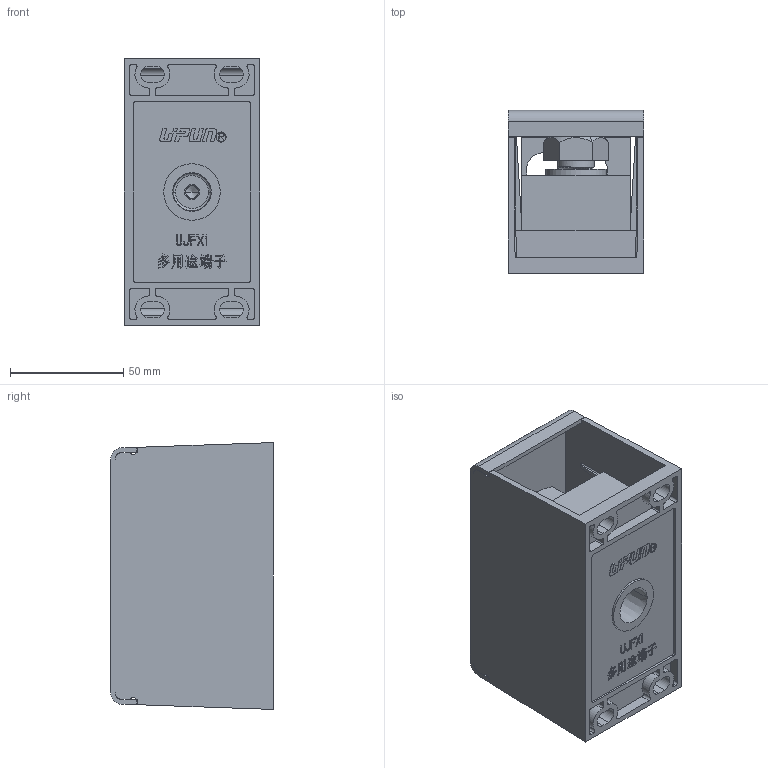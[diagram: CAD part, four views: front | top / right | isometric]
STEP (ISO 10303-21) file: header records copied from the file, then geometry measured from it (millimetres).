
FILE_DESCRIPTION((''),'2;1');
FILE_NAME('UJFX1-300_4_95','2023-03-21T',('ASUS'),(''),'PRO/ENGINEER BY PARAMETRIC TECHNOLOGY CORPORATION, 2013230','PRO/ENGINEER BY PARAMETRIC TECHNOLOGY CORPORATION, 2013230','');
FILE_SCHEMA(('CONFIG_CONTROL_DESIGN'));
Length unit declared in the file: millimetre
Products named in the file (1): UJFX1-300_4_95
Bounding box: 60 x 72 x 118 mm (x, y, z)
Volume: 187815.1 mm3; surface area: 102643.5 mm2
Topology: 1 solids, 1 shells, 1022 faces, 2951 edges, 1969 vertices
Faces by surface type: plane 726, cylinder 239, bspline 31, cone 22, torus 4
Entity records: 38307 total; most frequent: CARTESIAN_POINT 11874, ORIENTED_EDGE 5898, DIRECTION 4856, EDGE_CURVE 2949, VECTOR 2258, LINE 2258, VERTEX_POINT 1969, AXIS2_PLACEMENT_3D 1299
